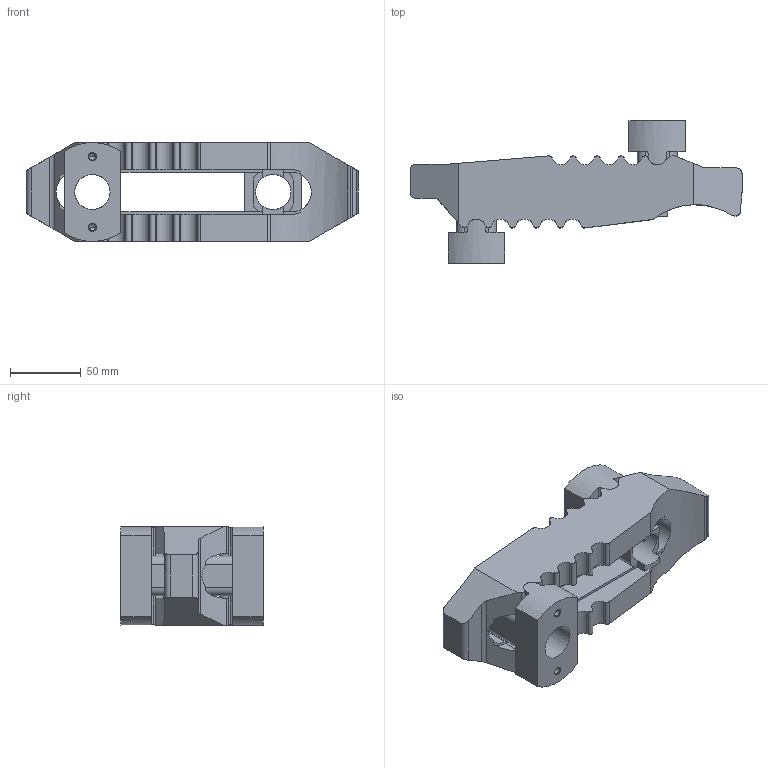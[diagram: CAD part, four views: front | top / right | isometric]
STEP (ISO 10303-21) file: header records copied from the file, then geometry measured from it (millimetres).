
FILE_DESCRIPTION(('STEP AP214'),'1');
FILE_NAME(' ',' ',('TraceParts'),('TraceParts S.A.'),'XStep 1.0',' ',' ');
FILE_SCHEMA(('automotive_design'));
Length unit declared in the file: millimetre
Products named in the file (3): 1; 2; 3
Bounding box: 235 x 101 x 70 mm (x, y, z)
Volume: 497546 mm3; surface area: 97374.4 mm2
Topology: 3 solids, 3 shells, 256 faces, 715 edges, 462 vertices
Faces by surface type: plane 122, cylinder 110, cone 24
Entity records: 16510 total; most frequent: CARTESIAN_POINT 1834, DIRECTION 1449, STYLED_ITEM 1425, PRESENTATION_STYLE_ASSIGNMENT 1425, COLOUR_RGB 1425, ORIENTED_EDGE 1414, EDGE_CURVE 707, CURVE_STYLE 707
